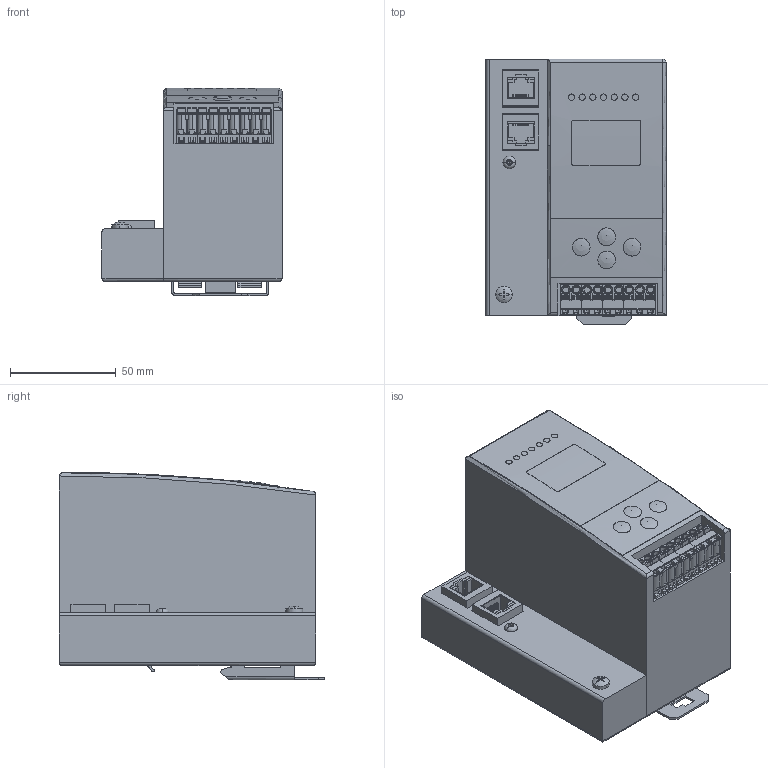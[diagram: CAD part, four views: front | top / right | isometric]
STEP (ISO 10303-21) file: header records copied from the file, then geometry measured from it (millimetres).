
FILE_DESCRIPTION(/* description */ ('Alibre Inc.'),/* implementation_level */ '2;1');
FILE_NAME(/* name */ 'export0',/* time_stamp */ '2014-03-13T09:41:54+01:00',/* author */ (''),/* organization */ (''),/* preprocessor_version */ 'ST-DEVELOPER v14',/* originating_system */ 'Alibre',/* authorisation */ '');
FILE_SCHEMA (('AUTOMOTIVE_DESIGN'));
Length unit declared in the file: centimetre
Products named in the file (22): ID_1
Bounding box: 85 x 125.29 x 97.95 mm (x, y, z)
Volume: 685567.5 mm3; surface area: 94749.6 mm2
Topology: 27 solids, 73 shells, 2538 faces, 6718 edges, 4401 vertices
Faces by surface type: plane 1639, cylinder 553, bspline 274, cone 42, torus 22, sphere 8
Full cylindrical faces by diameter (mm): 2.459 x1, 3 x7, 3.242 x1, 13.5 x2
Entity records: 50881 total; most frequent: CARTESIAN_POINT 16220, ORIENTED_EDGE 7618, DIRECTION 5540, EDGE_CURVE 3809, VECTOR 2711, LINE 2711, VERTEX_POINT 2498, AXIS2_PLACEMENT_3D 1869
